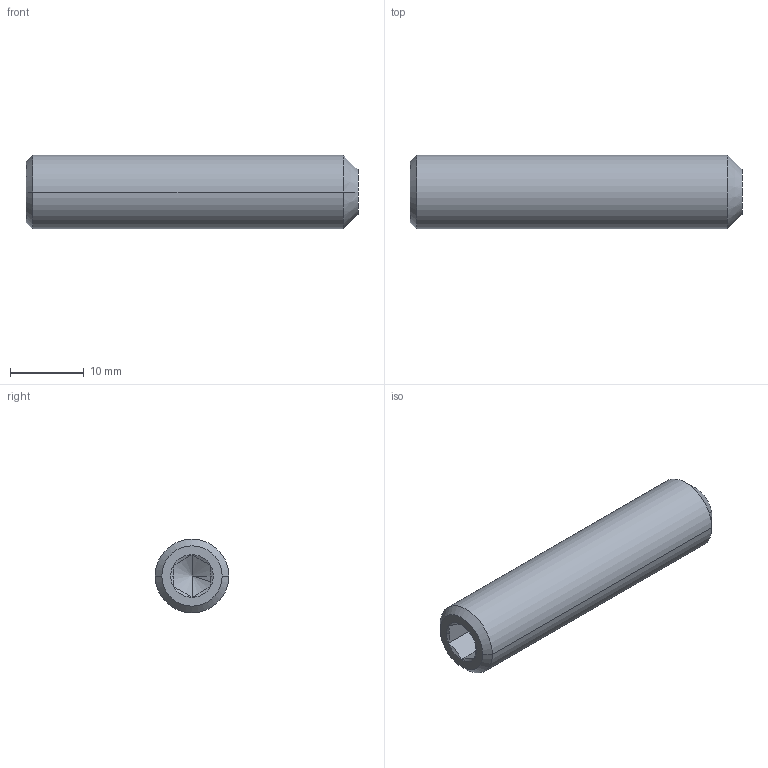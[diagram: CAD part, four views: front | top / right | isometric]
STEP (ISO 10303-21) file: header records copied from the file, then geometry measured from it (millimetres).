
FILE_DESCRIPTION(('HOOPS Exchange Step'),'2;1');
FILE_NAME('export-C8DF238E-549F-462E-B366-0238A752BA87.stp','2022-10-18T17:01:36+02:00',('User'),('Alibre'),'HOOPS Exchange 2021.0','Alibre','Unknown authorisation');
FILE_SCHEMA( ('AP242_MANAGED_MODEL_BASED_3D_ENGINEERING_MIM_LF {1 0 10303 442 1 1 4 }') );
Length unit declared in the file: millimetre
Products named in the file (1): 6091 M10x45 DIN 916 RVS A2 - Hexagon socket set screws
Bounding box: 45 x 10 x 10 mm (x, y, z)
Volume: 3304.4 mm3; surface area: 1634.8 mm2
Topology: 1 solids, 1 shells, 33 faces, 76 edges, 43 vertices
Faces by surface type: cone 23, plane 8, cylinder 2
Entity records: 700 total; most frequent: CARTESIAN_POINT 126, DIRECTION 121, ORIENTED_EDGE 104, EDGE_CURVE 52, AXIS2_PLACEMENT_3D 48, VERTEX_POINT 29, EDGE_LOOP 29, FACE_BOUND 29
